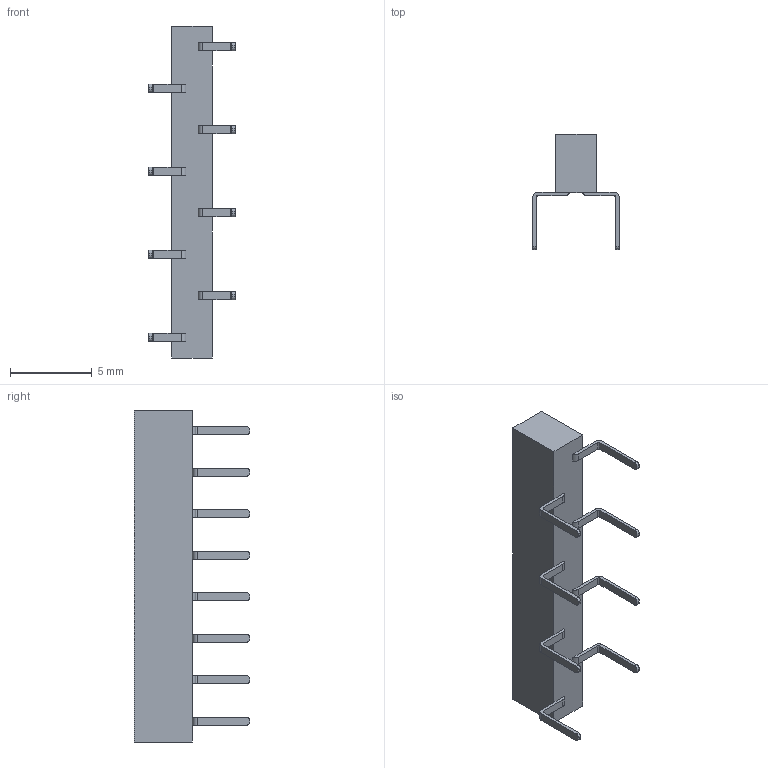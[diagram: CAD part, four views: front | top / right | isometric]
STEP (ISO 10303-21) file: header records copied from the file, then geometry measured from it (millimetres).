
FILE_DESCRIPTION( ('This file contains a STEP AP42 implementation' ,'as created by ZW3D STEP Interface translator.') ,'2;1' );
FILE_NAME( '2135-1XXWXXCUNX1.stp' ,'23 420. 923 0', (''), ('ZWCAD Software Co.'), 'Version 1.0', 'ZW3D to STEP translator', '' );
FILE_SCHEMA(('AUTOMOTIVE_DESIGN { 1 0 10303 214 1 1 1 1 }'));
Length unit declared in the file: millimetre
Products named in the file (2): 0; 2135-120WXXCUNX1
Bounding box: 5.28 x 7.05 x 20.32 mm (x, y, z)
Volume: 149.7 mm3; surface area: 550.9 mm2
Topology: 1 solids, 1 shells, 614 faces, 1760 edges, 1164 vertices
Faces by surface type: plane 382, cylinder 160, bspline 72
Entity records: 27844 total; most frequent: CARTESIAN_POINT 14865, ORIENTED_EDGE 3520, EDGE_CURVE 1760, B_SPLINE_CURVE_WITH_KNOTS 1726, VERTEX_POINT 1164, DIRECTION 1120, EDGE_LOOP 630, FACE_OUTER_BOUND 614
